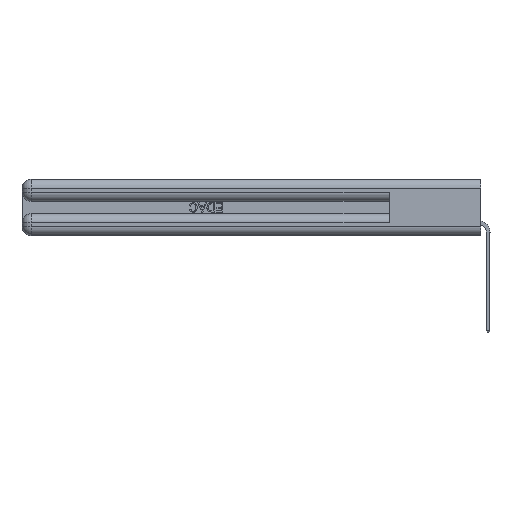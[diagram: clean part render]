
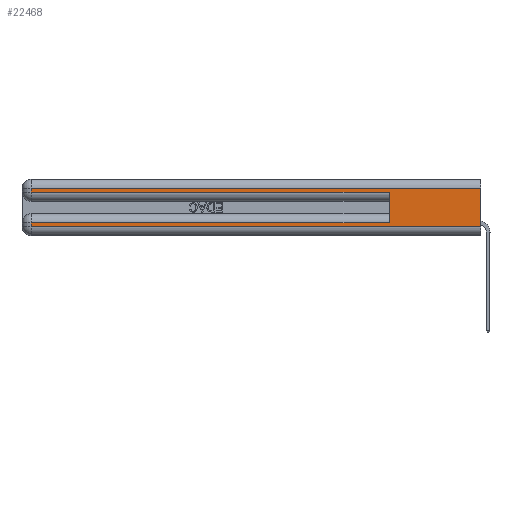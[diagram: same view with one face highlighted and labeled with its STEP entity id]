
A CAD part, left-side view. The second image highlights one B-rep face of the part: STEP entity #22468.
In plain terms, the highlighted planar face has unit normal (-1, 0, 0).
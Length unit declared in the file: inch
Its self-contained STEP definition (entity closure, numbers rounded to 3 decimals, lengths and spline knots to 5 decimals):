
#245 = EDGE_CURVE ( 'NONE', #23383, #16657, #21238, .T. ) ;
#257 = CARTESIAN_POINT ( 'NONE',  ( 0., 2.94, 0.285 ) ) ;
#959 = VECTOR ( 'NONE', #33987, 39.37008 ) ;
#1494 = CARTESIAN_POINT ( 'NONE',  ( 0., 0., 0.31 ) ) ;
#1934 = LINE ( 'NONE', #9514, #29104 ) ;
#1943 = ORIENTED_EDGE ( 'NONE', *, *, #26846, .F. ) ;
#2356 = VERTEX_POINT ( 'NONE', #23175 ) ;
#2378 = ORIENTED_EDGE ( 'NONE', *, *, #35876, .T. ) ;
#2492 = PLANE ( 'NONE',  #13739 ) ;
#3272 = CARTESIAN_POINT ( 'NONE',  ( 0., 0., 0.37 ) ) ;
#4085 = ORIENTED_EDGE ( 'NONE', *, *, #33078, .T. ) ;
#4596 = VECTOR ( 'NONE', #8915, 39.37008 ) ;
#5233 = CARTESIAN_POINT ( 'NONE',  ( 0., 0., 0.06 ) ) ;
#5874 = EDGE_CURVE ( 'NONE', #2356, #21890, #17327, .T. ) ;
#6036 = LINE ( 'NONE', #20817, #12607 ) ;
#6688 = LINE ( 'NONE', #10030, #35539 ) ;
#6822 = DIRECTION ( 'NONE',  ( 0., 0., 1. ) ) ;
#7491 = ORIENTED_EDGE ( 'NONE', *, *, #28276, .F. ) ;
#7852 = CARTESIAN_POINT ( 'NONE',  ( 0., 0., 0.06 ) ) ;
#7899 = CARTESIAN_POINT ( 'NONE',  ( 0., 0., 0.37 ) ) ;
#8102 = LINE ( 'NONE', #25910, #4596 ) ;
#8216 = DIRECTION ( 'NONE',  ( 0., -1., 0. ) ) ;
#8730 = CARTESIAN_POINT ( 'NONE',  ( 0., 2.94, 0.31 ) ) ;
#8915 = DIRECTION ( 'NONE',  ( 0., 0., -1. ) ) ;
#9514 = CARTESIAN_POINT ( 'NONE',  ( 0., 0.6, 0.145 ) ) ;
#10030 = CARTESIAN_POINT ( 'NONE',  ( 0., 2.94, 0.37 ) ) ;
#10154 = CARTESIAN_POINT ( 'NONE',  ( 0., 2.94, 0.085 ) ) ;
#12186 = ORIENTED_EDGE ( 'NONE', *, *, #34561, .T. ) ;
#12579 = CARTESIAN_POINT ( 'NONE',  ( 0., 0., 0.31 ) ) ;
#12607 = VECTOR ( 'NONE', #17982, 39.37008 ) ;
#12885 = DIRECTION ( 'NONE',  ( 0., 1., 0. ) ) ;
#13632 = DIRECTION ( 'NONE',  ( 0., 0., -1. ) ) ;
#13739 = AXIS2_PLACEMENT_3D ( 'NONE', #7899, #19412, #13632 ) ;
#14341 = ORIENTED_EDGE ( 'NONE', *, *, #245, .T. ) ;
#15298 = DIRECTION ( 'NONE',  ( 0., -1., 0. ) ) ;
#15567 = VECTOR ( 'NONE', #8216, 39.37008 ) ;
#16187 = LINE ( 'NONE', #17993, #27140 ) ;
#16525 = VERTEX_POINT ( 'NONE', #35380 ) ;
#16657 = VERTEX_POINT ( 'NONE', #8730 ) ;
#17327 = LINE ( 'NONE', #7852, #15567 ) ;
#17982 = DIRECTION ( 'NONE',  ( 0., 1., 0. ) ) ;
#17993 = CARTESIAN_POINT ( 'NONE',  ( 0., 0., 0.285 ) ) ;
#19412 = DIRECTION ( 'NONE',  ( 1., 0., 0. ) ) ;
#20225 = EDGE_LOOP ( 'NONE', ( #7491, #14341, #4085, #2378, #1943, #21620, #12186, #28649 ) ) ;
#20364 = VECTOR ( 'NONE', #12885, 39.37008 ) ;
#20817 = CARTESIAN_POINT ( 'NONE',  ( 0., 0., 0.085 ) ) ;
#21238 = LINE ( 'NONE', #1494, #20364 ) ;
#21620 = ORIENTED_EDGE ( 'NONE', *, *, #23329, .T. ) ;
#21890 = VERTEX_POINT ( 'NONE', #5233 ) ;
#22468 = ADVANCED_FACE ( 'NONE', ( #27138 ), #2492, .F. ) ;
#23175 = CARTESIAN_POINT ( 'NONE',  ( 0., 2.94, 0.06 ) ) ;
#23329 = EDGE_CURVE ( 'NONE', #16525, #24084, #6036, .T. ) ;
#23383 = VERTEX_POINT ( 'NONE', #12579 ) ;
#23786 = VERTEX_POINT ( 'NONE', #257 ) ;
#24084 = VERTEX_POINT ( 'NONE', #10154 ) ;
#25910 = CARTESIAN_POINT ( 'NONE',  ( 0., 2.94, 0.37 ) ) ;
#26846 = EDGE_CURVE ( 'NONE', #16525, #35417, #1934, .T. ) ;
#27138 = FACE_OUTER_BOUND ( 'NONE', #20225, .T. ) ;
#27140 = VECTOR ( 'NONE', #15298, 39.37008 ) ;
#28276 = EDGE_CURVE ( 'NONE', #23383, #21890, #28564, .T. ) ;
#28564 = LINE ( 'NONE', #3272, #959 ) ;
#28649 = ORIENTED_EDGE ( 'NONE', *, *, #5874, .T. ) ;
#29104 = VECTOR ( 'NONE', #6822, 39.37008 ) ;
#32522 = DIRECTION ( 'NONE',  ( 0., 0., -1. ) ) ;
#33078 = EDGE_CURVE ( 'NONE', #16657, #23786, #8102, .T. ) ;
#33647 = CARTESIAN_POINT ( 'NONE',  ( 0., 0.6, 0.285 ) ) ;
#33987 = DIRECTION ( 'NONE',  ( 0., 0., -1. ) ) ;
#34561 = EDGE_CURVE ( 'NONE', #24084, #2356, #6688, .T. ) ;
#35380 = CARTESIAN_POINT ( 'NONE',  ( 0., 0.6, 0.085 ) ) ;
#35417 = VERTEX_POINT ( 'NONE', #33647 ) ;
#35539 = VECTOR ( 'NONE', #32522, 39.37008 ) ;
#35876 = EDGE_CURVE ( 'NONE', #23786, #35417, #16187, .T. ) ;
